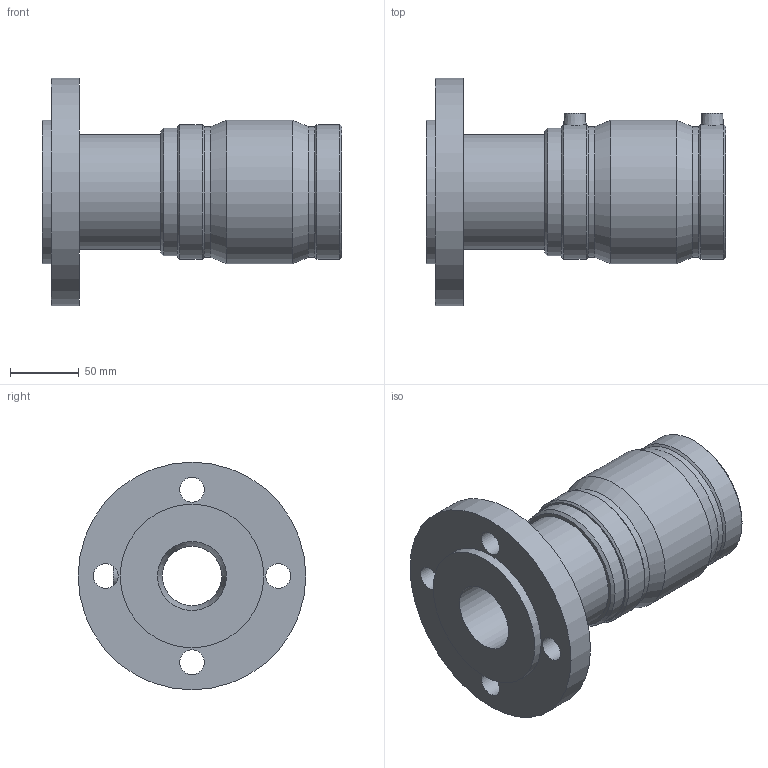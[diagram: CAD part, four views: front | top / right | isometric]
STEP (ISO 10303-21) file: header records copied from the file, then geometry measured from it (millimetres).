
FILE_DESCRIPTION(/* description */ ('PLASSON PE CAST IRON SPIGOT COUPLER TRANSITION 225-200'),/* implementation_level */ '2;1');
FILE_NAME(/* name */ '497704063.ipt.stp',/* time_stamp */ '2018-05-02T16:16:38+03:00',/* author */ ('KIM'),/* organization */ (''),/* preprocessor_version */ 'ST-DEVELOPER v15.6',/* originating_system */ 'Autodesk Inventor 2015',/* authorisation */ '');
FILE_SCHEMA (('AUTOMOTIVE_DESIGN { 1 0 10303 214 3 1 1 }'));
Length unit declared in the file: millimetre
Products named in the file (1): 497704063
Bounding box: 217.04 x 165 x 165 mm (x, y, z)
Volume: 1351715.9 mm3; surface area: 160890 mm2
Topology: 1 solids, 2 shells, 55 faces, 111 edges, 70 vertices
Faces by surface type: cylinder 23, cone 16, plane 16
Full cylindrical faces by diameter (mm): 4 x2, 10 x2, 18 x4, 43 x1, 50 x1, 63 x4, 83.304 x1, 92.56 x1, 94.827 x2, 97.76 x2, 104 x2, 165 x1
Entity records: 1298 total; most frequent: CARTESIAN_POINT 294, DIRECTION 218, ORIENTED_EDGE 126, EDGE_LOOP 114, AXIS2_PLACEMENT_3D 109, EDGE_CURVE 63, FACE_BOUND 59, VERTEX_POINT 59
